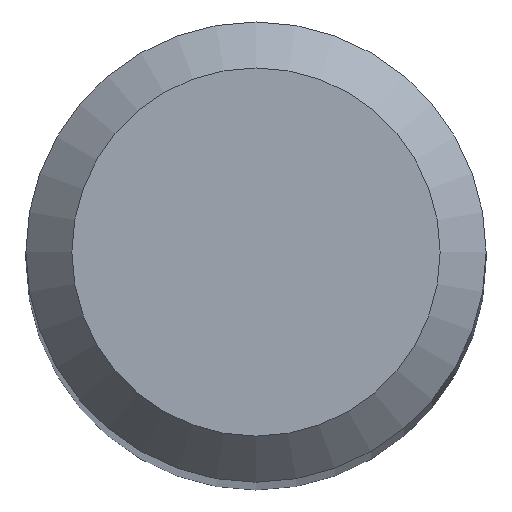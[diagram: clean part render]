
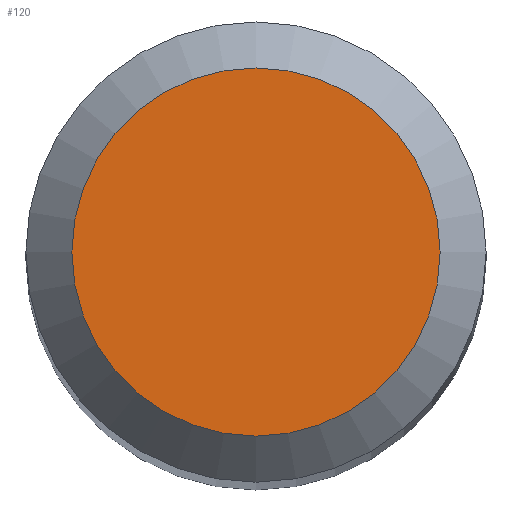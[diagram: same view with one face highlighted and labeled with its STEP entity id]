
A CAD part, top view. The second image highlights one B-rep face of the part: STEP entity #120.
In plain terms, the highlighted planar face has unit normal (0, 0, 1).
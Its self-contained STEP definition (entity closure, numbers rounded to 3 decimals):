
#1 = VERTEX_POINT ( 'NONE', #74 ) ;
#10 = AXIS2_PLACEMENT_3D ( 'NONE', #18, #238, #122 ) ;
#18 = CARTESIAN_POINT ( 'NONE',  ( 0., 0., 38. ) ) ;
#30 = AXIS2_PLACEMENT_3D ( 'NONE', #184, #217, #105 ) ;
#38 = FACE_OUTER_BOUND ( 'NONE', #138, .T. ) ;
#46 = ORIENTED_EDGE ( 'NONE', *, *, #235, .F. ) ;
#74 = CARTESIAN_POINT ( 'NONE',  ( 0., 1.2, 38. ) ) ;
#105 = DIRECTION ( 'NONE',  ( 0., 1., 0. ) ) ;
#110 = PLANE ( 'NONE',  #10 ) ;
#120 = ADVANCED_FACE ( 'NONE', ( #38 ), #110, .F. ) ;
#122 = DIRECTION ( 'NONE',  ( 0., 1., 0. ) ) ;
#132 = CIRCLE ( 'NONE', #30, 1.2 ) ;
#138 = EDGE_LOOP ( 'NONE', ( #46 ) ) ;
#184 = CARTESIAN_POINT ( 'NONE',  ( 0., 0., 38. ) ) ;
#217 = DIRECTION ( 'NONE',  ( 0., 0., -1. ) ) ;
#235 = EDGE_CURVE ( 'NONE', #1, #1, #132, .T. ) ;
#238 = DIRECTION ( 'NONE',  ( 0., 0., -1. ) ) ;
